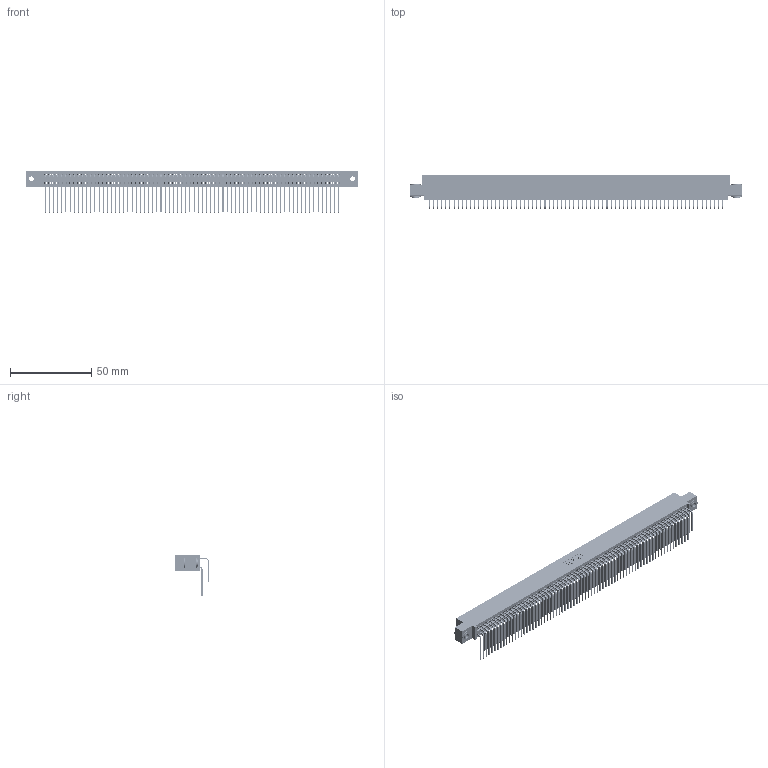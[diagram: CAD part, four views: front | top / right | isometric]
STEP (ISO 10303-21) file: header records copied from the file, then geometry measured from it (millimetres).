
FILE_DESCRIPTION (( 'STEP AP203' ), '1' );
FILE_NAME ('395-144-559-503.STEP', '2018-12-06T11:05:10', ( '' ), ( '' ), 'SwSTEP 2.0', 'SolidWorks 2016', '' );
FILE_SCHEMA (( 'CONFIG_CONTROL_DESIGN' ));
Length unit declared in the file: inch
Products named in the file (5): 345 Part_0.110 Offset - 0.156 Dia-TH; 345-292-001_559 Tail - 2; 395-144-559-503; 345-250-002_345-250-002-102; 345-292-001_558 559 Tail - 1
Assembly tree (147 placements, depth 2):
  395-144-559-503
    345 Part_0.110 Offset - 0.156 Dia-TH
    345-292-001_558 559 Tail - 1  x72
    345-292-001_559 Tail - 2  x72
    345-250-002_345-250-002-102  x2
Bounding box: 204.09 x 20.56 x 25.53 mm (x, y, z)
Volume: 20880.6 mm3; surface area: 35650 mm2
Topology: 147 solids, 147 shells, 7656 faces, 22749 edges, 14970 vertices
Faces by surface type: plane 5134, cylinder 2514, cone 8
Entity records: 54888 total; most frequent: CARTESIAN_POINT 9194, ORIENTED_EDGE 9070, DIRECTION 8073, EDGE_CURVE 4535, VECTOR 4051, LINE 4051, VERTEX_POINT 3018, AXIS2_PLACEMENT_3D 2011
